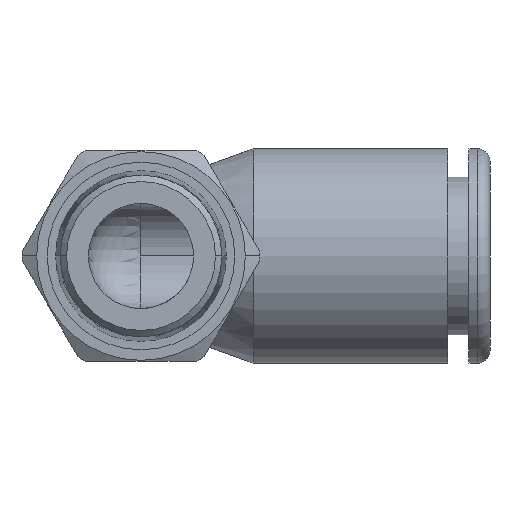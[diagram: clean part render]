
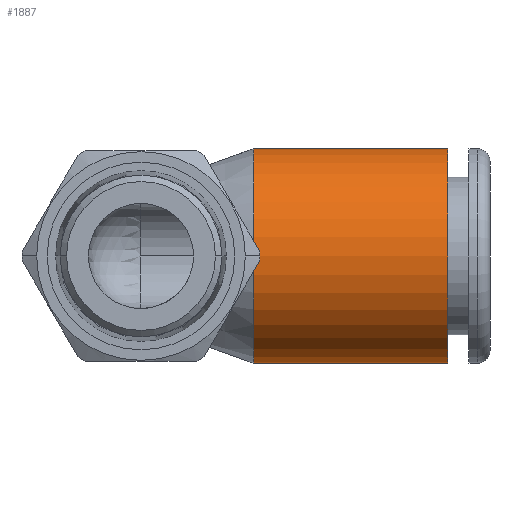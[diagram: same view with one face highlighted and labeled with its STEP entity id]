
A CAD part, front view. The second image highlights one B-rep face of the part: STEP entity #1887.
In plain terms, the highlighted cylindrical face has radius 6.477 mm (diameter 12.954 mm), a partial arc.
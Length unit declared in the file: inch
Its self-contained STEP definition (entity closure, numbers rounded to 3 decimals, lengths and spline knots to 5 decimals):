
#774=CARTESIAN_POINT('',(0.268,0.,0.));
#775=DIRECTION('',(-1.,0.,0.));
#776=DIRECTION('',(0.,0.,-1.));
#777=AXIS2_PLACEMENT_3D('',#774,#775,#776);
#837=DIRECTION('',(-1.,0.,0.));
#838=VECTOR('',#837,0.462);
#839=CARTESIAN_POINT('',(0.73,0.,0.255));
#840=LINE('',#839,#838);
#841=CARTESIAN_POINT('',(0.73,0.,0.));
#842=DIRECTION('',(-1.,0.,0.));
#843=DIRECTION('',(0.,0.,-1.));
#844=AXIS2_PLACEMENT_3D('',#841,#842,#843);
#846=DIRECTION('',(-1.,0.,0.));
#847=VECTOR('',#846,0.462);
#848=CARTESIAN_POINT('',(0.73,0.,-0.255));
#849=LINE('',#848,#847);
#980=CARTESIAN_POINT('',(0.73,0.,-0.255));
#981=CARTESIAN_POINT('',(0.268,0.,
-0.255));
#982=VERTEX_POINT('',#980);
#983=VERTEX_POINT('',#981);
#984=CARTESIAN_POINT('',(0.73,0.,0.255));
#985=CARTESIAN_POINT('',(0.268,0.,
0.255));
#986=VERTEX_POINT('',#984);
#987=VERTEX_POINT('',#985);
#1873=CARTESIAN_POINT('',(-0.0415,0.,0.));
#1874=DIRECTION('',(1.,0.,0.));
#1875=DIRECTION('',(0.,0.,1.));
#1876=AXIS2_PLACEMENT_3D('',#1873,#1874,#1875);
#1877=CYLINDRICAL_SURFACE('',#1876,0.255);
#1878=ORIENTED_EDGE('',*,*,#1860,.T.);
#1880=ORIENTED_EDGE('',*,*,#1879,.F.);
#1882=ORIENTED_EDGE('',*,*,#1881,.F.);
#1884=ORIENTED_EDGE('',*,*,#1883,.T.);
#1885=EDGE_LOOP('',(#1878,#1880,#1882,#1884));
#1886=FACE_OUTER_BOUND('',#1885,.F.);
#1887=ADVANCED_FACE('',(#1886),#1877,.T.);
#778=CIRCLE('',#777,0.255);
#845=CIRCLE('',#844,0.255);
#1860=EDGE_CURVE('',#983,#987,#778,.T.);
#1879=EDGE_CURVE('',#986,#987,#840,.T.);
#1881=EDGE_CURVE('',#982,#986,#845,.T.);
#1883=EDGE_CURVE('',#982,#983,#849,.T.);
